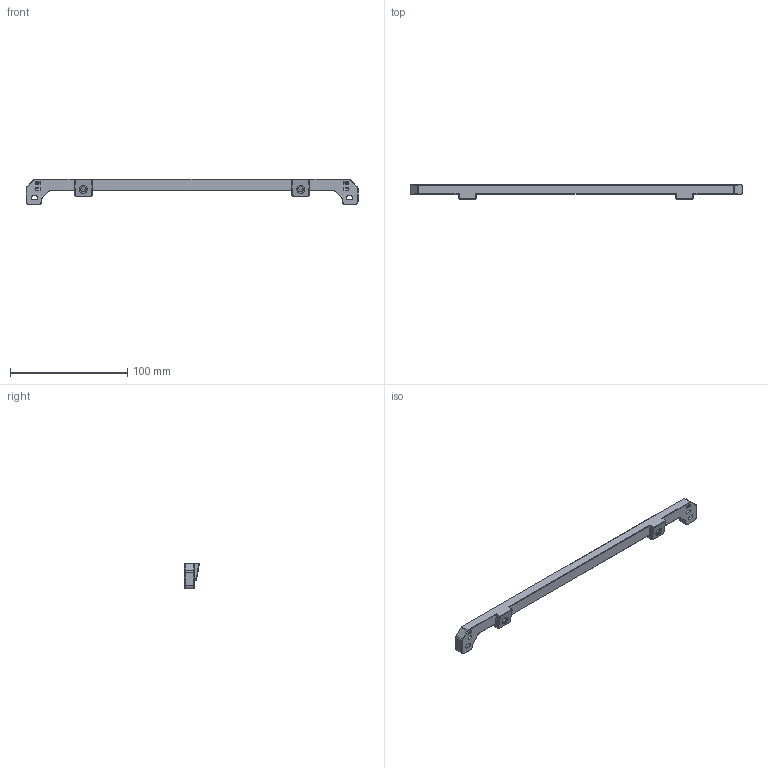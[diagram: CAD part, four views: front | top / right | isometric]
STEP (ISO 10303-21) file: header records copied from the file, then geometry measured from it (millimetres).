
FILE_DESCRIPTION(/* description */ (''),/* implementation_level */ '2;1');
FILE_NAME(/* name */ 'side_LED_mount.step',/* time_stamp */ '2022-06-21T20:22:24-05:00',/* author */ (''),/* organization */ (''),/* preprocessor_version */ 'ST-DEVELOPER v19',/* originating_system */ 'Autodesk Translation Framework v11.7.0.108',/* authorisation */ '');
FILE_SCHEMA (('AUTOMOTIVE_DESIGN { 1 0 10303 214 3 1 1 }'));
Length unit declared in the file: millimetre
Products named in the file (2): Front Door Single Piece Tophat Seal Mount; Side LED
Assembly tree (1 placements, depth 2):
  Front Door Single Piece Tophat Seal Mount
    Side LED
Bounding box: 282.7 x 12.58 x 22 mm (x, y, z)
Volume: 26845.4 mm3; surface area: 12294.3 mm2
Topology: 1 solids, 1 shells, 198 faces, 452 edges, 260 vertices
Faces by surface type: plane 118, cylinder 32, cone 28, bspline 20
Full cylindrical faces by diameter (mm): 4.6 x2, 7 x2
Entity records: 6575 total; most frequent: CARTESIAN_POINT 2185, ORIENTED_EDGE 904, DIRECTION 854, EDGE_CURVE 452, LINE 324, VECTOR 324, AXIS2_PLACEMENT_3D 265, VERTEX_POINT 260
